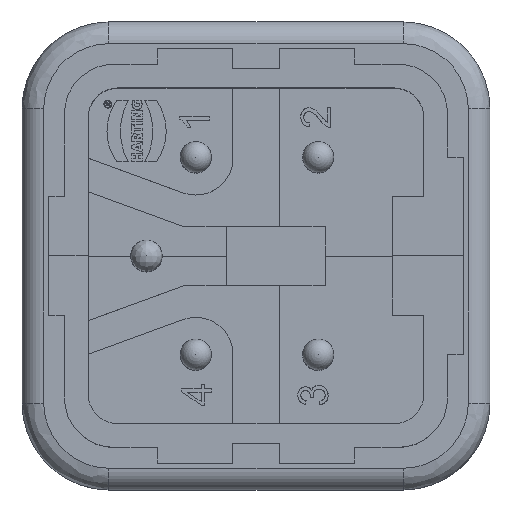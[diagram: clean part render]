
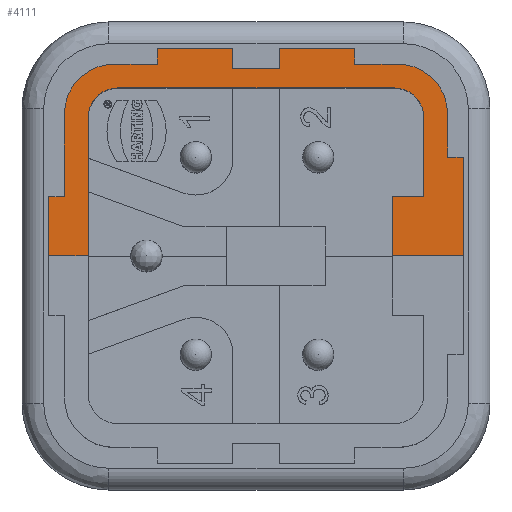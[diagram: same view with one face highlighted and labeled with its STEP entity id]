
A CAD part, top view. The second image highlights one B-rep face of the part: STEP entity #4111.
In plain terms, the highlighted planar face has unit normal (0, 0, 1).
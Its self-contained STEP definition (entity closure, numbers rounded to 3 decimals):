
#4111=ADVANCED_FACE('',(#5039),#4665,.T.);
#4665=PLANE('',#14955);
#5039=FACE_OUTER_BOUND('',#5583,.T.);
#5583=EDGE_LOOP('',(#6641,#6642,#6643,#6644,#6645,#6646,#6647,#6648,#6649,
#6650,#6651,#6652,#6653,#6654,#6655,#6656,#6657,#6658,#6659,#6660,#6661,
#6662,#6663,#6664,#6665,#6666));
#6182=CIRCLE('',#14924,2.5);
#6184=CIRCLE('',#14932,2.5);
#6189=CIRCLE('',#14953,1.5);
#6190=CIRCLE('',#14954,1.5);
#6641=ORIENTED_EDGE('',*,*,#10595,.T.);
#6642=ORIENTED_EDGE('',*,*,#10593,.T.);
#6643=ORIENTED_EDGE('',*,*,#10619,.T.);
#6644=ORIENTED_EDGE('',*,*,#10625,.T.);
#6645=ORIENTED_EDGE('',*,*,#10623,.T.);
#6646=ORIENTED_EDGE('',*,*,#10652,.T.);
#6647=ORIENTED_EDGE('',*,*,#10649,.T.);
#6648=ORIENTED_EDGE('',*,*,#10647,.T.);
#6649=ORIENTED_EDGE('',*,*,#10672,.T.);
#6650=ORIENTED_EDGE('',*,*,#10673,.T.);
#6651=ORIENTED_EDGE('',*,*,#10674,.T.);
#6652=ORIENTED_EDGE('',*,*,#10675,.T.);
#6653=ORIENTED_EDGE('',*,*,#10676,.T.);
#6654=ORIENTED_EDGE('',*,*,#10677,.T.);
#6655=ORIENTED_EDGE('',*,*,#10678,.T.);
#6656=ORIENTED_EDGE('',*,*,#10679,.T.);
#6657=ORIENTED_EDGE('',*,*,#10664,.T.);
#6658=ORIENTED_EDGE('',*,*,#10586,.F.);
#6659=ORIENTED_EDGE('',*,*,#10589,.T.);
#6660=ORIENTED_EDGE('',*,*,#10602,.T.);
#6661=ORIENTED_EDGE('',*,*,#10605,.T.);
#6662=ORIENTED_EDGE('',*,*,#10608,.T.);
#6663=ORIENTED_EDGE('',*,*,#10611,.T.);
#6664=ORIENTED_EDGE('',*,*,#10614,.T.);
#6665=ORIENTED_EDGE('',*,*,#10616,.T.);
#6666=ORIENTED_EDGE('',*,*,#10598,.T.);
#9538=VERTEX_POINT('',#18685);
#9540=VERTEX_POINT('',#18691);
#9542=VERTEX_POINT('',#18697);
#9543=VERTEX_POINT('',#18701);
#9546=VERTEX_POINT('',#18706);
#9548=VERTEX_POINT('',#18712);
#9550=VERTEX_POINT('',#18718);
#9552=VERTEX_POINT('',#18724);
#9554=VERTEX_POINT('',#18730);
#9556=VERTEX_POINT('',#18736);
#9558=VERTEX_POINT('',#18742);
#9560=VERTEX_POINT('',#18748);
#9562=VERTEX_POINT('',#18757);
#9563=VERTEX_POINT('',#18761);
#9566=VERTEX_POINT('',#18766);
#9580=VERTEX_POINT('',#18805);
#9581=VERTEX_POINT('',#18812);
#9584=VERTEX_POINT('',#18820);
#9591=VERTEX_POINT('',#18848);
#9598=VERTEX_POINT('',#18862);
#9599=VERTEX_POINT('',#18866);
#9600=VERTEX_POINT('',#18868);
#9601=VERTEX_POINT('',#18870);
#9602=VERTEX_POINT('',#18872);
#9603=VERTEX_POINT('',#18874);
#9604=VERTEX_POINT('',#18876);
#10586=EDGE_CURVE('',#9540,#9538,#12065,.T.);
#10589=EDGE_CURVE('',#9540,#9542,#12068,.T.);
#10593=EDGE_CURVE('',#9543,#9546,#12072,.T.);
#10595=EDGE_CURVE('',#9548,#9543,#12074,.T.);
#10598=EDGE_CURVE('',#9550,#9548,#12077,.T.);
#10602=EDGE_CURVE('',#9542,#9552,#12081,.T.);
#10605=EDGE_CURVE('',#9552,#9554,#6182,.T.);
#10608=EDGE_CURVE('',#9554,#9556,#12085,.T.);
#10611=EDGE_CURVE('',#9556,#9558,#12088,.T.);
#10614=EDGE_CURVE('',#9558,#9560,#12091,.T.);
#10616=EDGE_CURVE('',#9560,#9550,#12093,.T.);
#10619=EDGE_CURVE('',#9546,#9562,#12096,.T.);
#10623=EDGE_CURVE('',#9563,#9566,#6184,.T.);
#10625=EDGE_CURVE('',#9562,#9563,#12100,.T.);
#10647=EDGE_CURVE('',#9581,#9580,#12120,.T.);
#10649=EDGE_CURVE('',#9584,#9581,#12122,.T.);
#10652=EDGE_CURVE('',#9566,#9584,#12125,.T.);
#10664=EDGE_CURVE('',#9591,#9538,#12137,.T.);
#10672=EDGE_CURVE('',#9580,#9598,#12143,.T.);
#10673=EDGE_CURVE('',#9598,#9599,#12144,.T.);
#10674=EDGE_CURVE('',#9599,#9600,#6189,.T.);
#10675=EDGE_CURVE('',#9600,#9601,#12145,.T.);
#10676=EDGE_CURVE('',#9601,#9602,#6190,.T.);
#10677=EDGE_CURVE('',#9602,#9603,#12146,.T.);
#10678=EDGE_CURVE('',#9603,#9604,#12147,.T.);
#10679=EDGE_CURVE('',#9604,#9591,#12148,.T.);
#12065=LINE('',#18692,#13190);
#12068=LINE('',#18698,#13193);
#12072=LINE('',#18707,#13197);
#12074=LINE('',#18711,#13199);
#12077=LINE('',#18717,#13202);
#12081=LINE('',#18725,#13206);
#12085=LINE('',#18737,#13210);
#12088=LINE('',#18743,#13213);
#12091=LINE('',#18749,#13216);
#12093=LINE('',#18752,#13218);
#12096=LINE('',#18758,#13221);
#12100=LINE('',#18770,#13225);
#12120=LINE('',#18815,#13245);
#12122=LINE('',#18819,#13247);
#12125=LINE('',#18824,#13250);
#12137=LINE('',#18847,#13262);
#12143=LINE('',#18863,#13268);
#12144=LINE('',#18865,#13269);
#12145=LINE('',#18869,#13270);
#12146=LINE('',#18873,#13271);
#12147=LINE('',#18875,#13272);
#12148=LINE('',#18877,#13273);
#13190=VECTOR('',#15720,1.);
#13193=VECTOR('',#15725,1.);
#13197=VECTOR('',#15731,1.);
#13199=VECTOR('',#15735,1.);
#13202=VECTOR('',#15740,1.);
#13206=VECTOR('',#15746,1.);
#13210=VECTOR('',#15758,1.);
#13213=VECTOR('',#15763,1.);
#13216=VECTOR('',#15768,1.);
#13218=VECTOR('',#15772,1.);
#13221=VECTOR('',#15777,1.);
#13225=VECTOR('',#15789,1.);
#13245=VECTOR('',#15827,1.);
#13247=VECTOR('',#15831,1.);
#13250=VECTOR('',#15836,1.);
#13262=VECTOR('',#15858,1.);
#13268=VECTOR('',#15868,1.);
#13269=VECTOR('',#15871,1.);
#13270=VECTOR('',#15874,1.);
#13271=VECTOR('',#15877,1.);
#13272=VECTOR('',#15878,1.);
#13273=VECTOR('',#15879,1.);
#14924=AXIS2_PLACEMENT_3D('',#18731,#15752,#15753);
#14932=AXIS2_PLACEMENT_3D('',#18767,#15784,#15785);
#14953=AXIS2_PLACEMENT_3D('',#18867,#15872,#15873);
#14954=AXIS2_PLACEMENT_3D('',#18871,#15875,#15876);
#14955=AXIS2_PLACEMENT_3D('',#18878,#15880,#15881);
#15720=DIRECTION('',(0.,-1.,0.));
#15725=DIRECTION('',(-1.,0.,0.));
#15731=DIRECTION('',(-1.,0.,0.));
#15735=DIRECTION('',(0.,1.,0.));
#15740=DIRECTION('',(-1.,0.,0.));
#15746=DIRECTION('',(0.,1.,0.));
#15752=DIRECTION('',(0.,0.,1.));
#15753=DIRECTION('',(1.,0.,0.));
#15758=DIRECTION('',(-1.,0.,0.));
#15763=DIRECTION('',(0.,1.,0.));
#15768=DIRECTION('',(-1.,0.,0.));
#15772=DIRECTION('',(0.,-1.,0.));
#15777=DIRECTION('',(0.,-1.,0.));
#15784=DIRECTION('',(0.,0.,1.));
#15785=DIRECTION('',(0.,1.,0.));
#15789=DIRECTION('',(-1.,0.,0.));
#15827=DIRECTION('',(0.,-1.,0.));
#15831=DIRECTION('',(-1.,0.,0.));
#15836=DIRECTION('',(0.,-1.,0.));
#15858=DIRECTION('',(1.,0.,0.));
#15868=DIRECTION('',(1.,0.,0.));
#15871=DIRECTION('',(0.,1.,0.));
#15872=DIRECTION('',(0.,0.,-1.));
#15873=DIRECTION('',(1.,0.,0.));
#15874=DIRECTION('',(1.,0.,0.));
#15875=DIRECTION('',(0.,0.,-1.));
#15876=DIRECTION('',(1.,0.,0.));
#15877=DIRECTION('',(0.,-1.,0.));
#15878=DIRECTION('',(-1.,0.,0.));
#15879=DIRECTION('',(0.,-1.,0.));
#15880=DIRECTION('',(0.,0.,1.));
#15881=DIRECTION('',(1.,0.,0.));
#18685=CARTESIAN_POINT('',(10.5,0.,16.9));
#18691=CARTESIAN_POINT('',(10.5,5.,16.9));
#18692=CARTESIAN_POINT('',(10.5,5.,16.9));
#18697=CARTESIAN_POINT('',(9.7,5.,16.9));
#18698=CARTESIAN_POINT('',(10.5,5.,16.9));
#18701=CARTESIAN_POINT('',(-1.2,10.5,16.9));
#18706=CARTESIAN_POINT('',(-5.,10.5,16.9));
#18707=CARTESIAN_POINT('',(-1.2,10.5,16.9));
#18711=CARTESIAN_POINT('',(-1.2,9.5,16.9));
#18712=CARTESIAN_POINT('',(-1.2,9.5,16.9));
#18717=CARTESIAN_POINT('',(-5.55,9.5,16.9));
#18718=CARTESIAN_POINT('',(1.2,9.5,16.9));
#18724=CARTESIAN_POINT('',(9.7,7.2,16.9));
#18725=CARTESIAN_POINT('',(9.7,5.,16.9));
#18730=CARTESIAN_POINT('',(7.2,9.7,16.9));
#18731=CARTESIAN_POINT('',(7.2,7.2,16.9));
#18736=CARTESIAN_POINT('',(5.,9.7,16.9));
#18737=CARTESIAN_POINT('',(7.2,9.7,16.9));
#18742=CARTESIAN_POINT('',(5.,10.5,16.9));
#18743=CARTESIAN_POINT('',(5.,9.7,16.9));
#18748=CARTESIAN_POINT('',(1.2,10.5,16.9));
#18749=CARTESIAN_POINT('',(5.,10.5,16.9));
#18752=CARTESIAN_POINT('',(1.2,10.5,16.9));
#18757=CARTESIAN_POINT('',(-5.,9.7,16.9));
#18758=CARTESIAN_POINT('',(-5.,10.5,16.9));
#18761=CARTESIAN_POINT('',(-7.2,9.7,16.9));
#18766=CARTESIAN_POINT('',(-9.7,7.2,16.9));
#18767=CARTESIAN_POINT('',(-7.2,7.2,16.9));
#18770=CARTESIAN_POINT('',(-5.,9.7,16.9));
#18805=CARTESIAN_POINT('',(-10.5,0.,16.9));
#18812=CARTESIAN_POINT('',(-10.5,3.,16.9));
#18815=CARTESIAN_POINT('',(-10.5,3.,16.9));
#18819=CARTESIAN_POINT('',(-9.7,3.,16.9));
#18820=CARTESIAN_POINT('',(-9.7,3.,16.9));
#18824=CARTESIAN_POINT('',(-9.7,7.2,16.9));
#18847=CARTESIAN_POINT('',(7.9,0.,16.9));
#18848=CARTESIAN_POINT('',(6.9,0.,16.9));
#18862=CARTESIAN_POINT('',(-8.5,0.,16.9));
#18863=CARTESIAN_POINT('',(-10.5,0.,16.9));
#18865=CARTESIAN_POINT('',(-8.5,-0.1,16.9));
#18866=CARTESIAN_POINT('',(-8.5,7.,16.9));
#18867=CARTESIAN_POINT('',(-7.,7.,16.9));
#18868=CARTESIAN_POINT('',(-7.,8.5,16.9));
#18869=CARTESIAN_POINT('',(-7.1,8.5,16.9));
#18870=CARTESIAN_POINT('',(7.,8.5,16.9));
#18871=CARTESIAN_POINT('',(7.,7.,16.9));
#18872=CARTESIAN_POINT('',(8.5,7.,16.9));
#18873=CARTESIAN_POINT('',(8.5,7.,16.9));
#18874=CARTESIAN_POINT('',(8.5,3.,16.9));
#18875=CARTESIAN_POINT('',(9.5,3.,16.9));
#18876=CARTESIAN_POINT('',(6.9,3.,16.9));
#18877=CARTESIAN_POINT('',(6.9,3.,16.9));
#18878=CARTESIAN_POINT('',(-11.025,-0.262,16.9));
